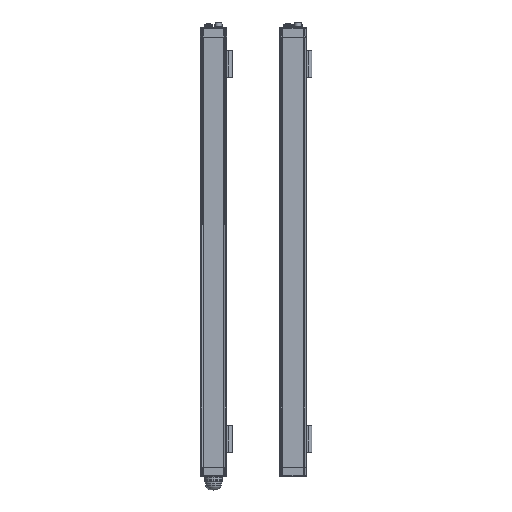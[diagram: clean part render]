
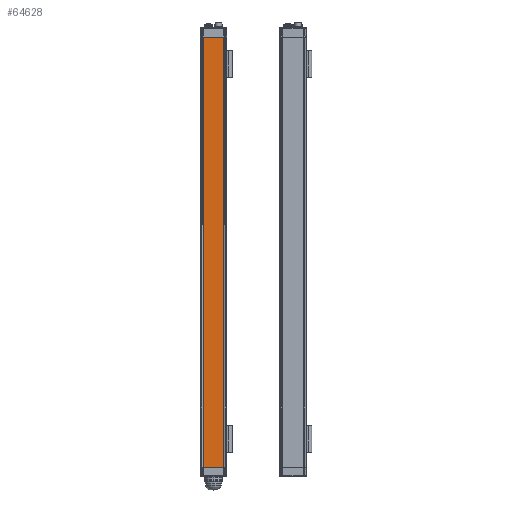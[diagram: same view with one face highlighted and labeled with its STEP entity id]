
A CAD part, top view. The second image highlights one B-rep face of the part: STEP entity #64628.
In plain terms, the highlighted planar face has unit normal (0, 0, 1).
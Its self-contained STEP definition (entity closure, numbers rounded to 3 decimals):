
#5737=LINE('',#130431,#11479);
#5899=LINE('',#131030,#11641);
#5902=LINE('',#131036,#11644);
#5903=LINE('',#131037,#11645);
#11479=VECTOR('',#88571,37.6);
#11641=VECTOR('',#89083,798.5);
#11644=VECTOR('',#89088,798.5);
#11645=VECTOR('',#89089,37.6);
#18242=FACE_OUTER_BOUND('',#22555,.T.);
#22555=EDGE_LOOP('',(#56714,#56715,#56716,#56717));
#31094=VERTEX_POINT('',#130428);
#31095=VERTEX_POINT('',#130430);
#31357=VERTEX_POINT('',#131029);
#31359=VERTEX_POINT('',#131035);
#39787=EDGE_CURVE('',#31094,#31095,#5737,.T.);
#40086=EDGE_CURVE('',#31357,#31095,#5899,.T.);
#40089=EDGE_CURVE('',#31094,#31359,#5902,.T.);
#40090=EDGE_CURVE('',#31357,#31359,#5903,.T.);
#56714=ORIENTED_EDGE('',*,*,#40089,.T.);
#56715=ORIENTED_EDGE('',*,*,#40090,.F.);
#56716=ORIENTED_EDGE('',*,*,#40086,.T.);
#56717=ORIENTED_EDGE('',*,*,#39787,.F.);
#61065=PLANE('',#71235);
#64628=ADVANCED_FACE('',(#18242),#61065,.T.);
#71235=AXIS2_PLACEMENT_3D('',#131034,#89086,#89087);
#88571=DIRECTION('',(-1.,0.,0.));
#89083=DIRECTION('',(0.,-1.,0.));
#89086=DIRECTION('center_axis',(0.,0.,
1.));
#89087=DIRECTION('ref_axis',(1.,0.,0.));
#89088=DIRECTION('',(0.,1.,0.));
#89089=DIRECTION('',(1.,0.,0.));
#130428=CARTESIAN_POINT('',(-256.666,-390.946,-307.536));
#130430=CARTESIAN_POINT('',(-294.266,-390.946,-307.536));
#130431=CARTESIAN_POINT('',(-256.666,-390.946,-307.536));
#131029=CARTESIAN_POINT('',(-294.266,407.554,-307.536));
#131030=CARTESIAN_POINT('',(-294.266,59.054,-307.536));
#131034=CARTESIAN_POINT('Origin',(-294.266,59.054,-307.536));
#131035=CARTESIAN_POINT('',(-256.666,407.554,-307.536));
#131036=CARTESIAN_POINT('',(-256.666,59.054,-307.536));
#131037=CARTESIAN_POINT('',(-294.266,407.554,-307.536));
